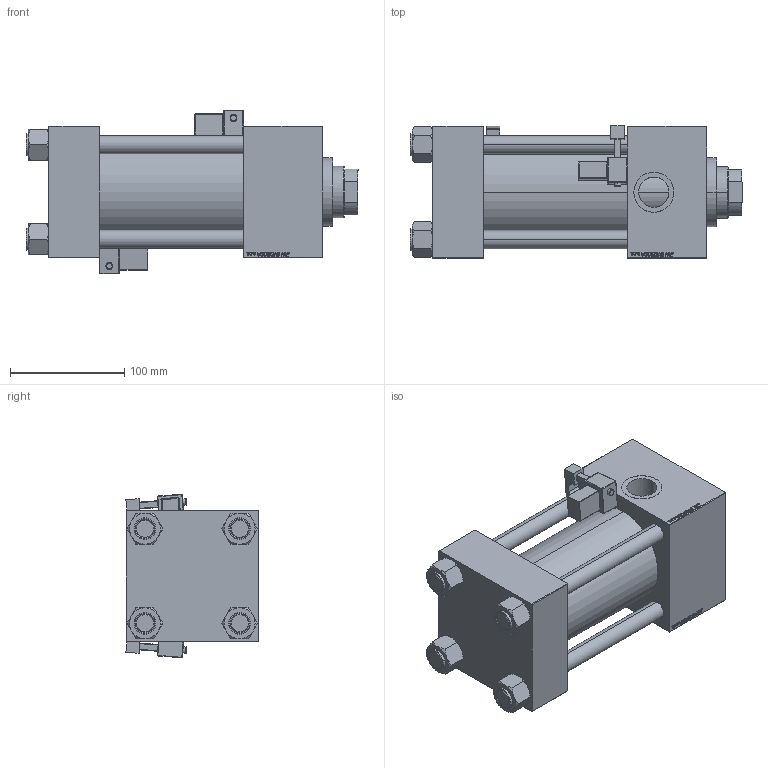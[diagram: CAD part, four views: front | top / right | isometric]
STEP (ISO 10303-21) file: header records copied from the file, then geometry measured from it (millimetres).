
FILE_DESCRIPTION (( 'STEP AP203' ), '1' );
FILE_NAME ('9a4c.STEP', '2025-06-09T10:48:53', ( '' ), ( '' ), 'SwSTEP 2.0', 'SolidWorks 2019', '' );
FILE_SCHEMA (( 'CONFIG_CONTROL_DESIGN' ));
Length unit declared in the file: millimetre
Products named in the file (7): V215CD_C_TYCINKA c02e5a2787c10192f0f65e854a768ca1; V215CD_VC_C c02e5a2787c10192f0f65e854a768ca1; 9a4c; V215CR_MSU c02e5a2787c10192f0f65e854a768ca1; NUT_M5_V215CD_C c02e5a2787c10192f0f65e854a768ca1; V215CD_Body_C c02e5a2787c10192f0f65e854a768ca1; V215CD_VCP_C c02e5a2787c10192f0f65e854a768ca1
Assembly tree (13 placements, depth 2):
  9a4c
    V215CD_Body_C c02e5a2787c10192f0f65e854a768ca1
    V215CD_VC_C c02e5a2787c10192f0f65e854a768ca1
    V215CD_VCP_C c02e5a2787c10192f0f65e854a768ca1
    V215CD_C_TYCINKA c02e5a2787c10192f0f65e854a768ca1  x4
    NUT_M5_V215CD_C c02e5a2787c10192f0f65e854a768ca1  x4
    V215CR_MSU c02e5a2787c10192f0f65e854a768ca1  x2
Bounding box: 290 x 115.49 x 142.94 mm (x, y, z)
Volume: 2051380.3 mm3; surface area: 338172.7 mm2
Topology: 13 solids, 13 shells, 1351 faces, 3383 edges, 2159 vertices
Faces by surface type: plane 632, bspline 392, cylinder 147, cone 136, sphere 24, torus 20
Entity records: 52865 total; most frequent: CARTESIAN_POINT 27554, ORIENTED_EDGE 5648, DIRECTION 3772, EDGE_CURVE 2824, VERTEX_POINT 1841, LINE 1714, VECTOR 1714, EDGE_LOOP 1251
